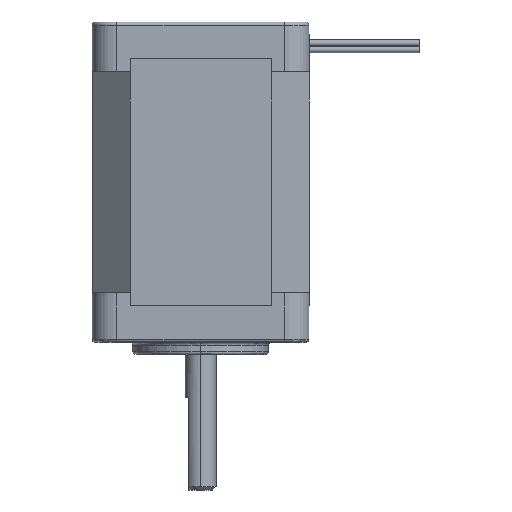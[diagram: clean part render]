
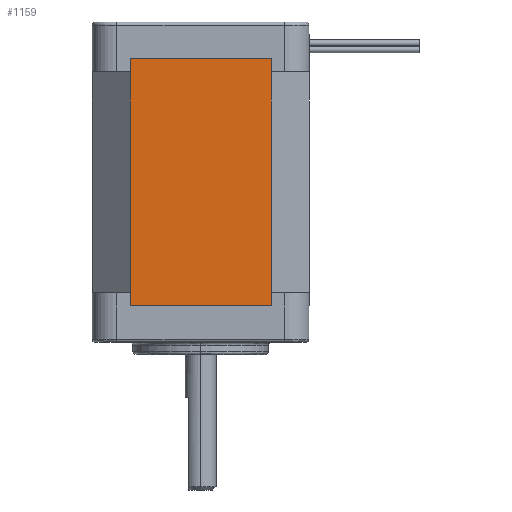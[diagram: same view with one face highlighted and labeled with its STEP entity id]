
A CAD part, left-side view. The second image highlights one B-rep face of the part: STEP entity #1159.
In plain terms, the highlighted planar face has unit normal (-1, 0, 0).
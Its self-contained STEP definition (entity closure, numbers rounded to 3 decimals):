
#832 = LINE ( 'NONE', #3327, #7573 ) ;
#849 = CARTESIAN_POINT ( 'NONE',  ( -17.605, -11.448, 6. ) ) ;
#892 = LINE ( 'NONE', #10810, #5541 ) ;
#1159 = ADVANCED_FACE ( 'NONE', ( #1239 ), #9893, .F. ) ;
#1239 = FACE_OUTER_BOUND ( 'NONE', #2080, .T. ) ;
#1242 = LINE ( 'NONE', #10512, #3565 ) ;
#1358 = VERTEX_POINT ( 'NONE', #4620 ) ;
#1416 = VERTEX_POINT ( 'NONE', #2560 ) ;
#2080 = EDGE_LOOP ( 'NONE', ( #5753, #3952, #3765, #9039 ) ) ;
#2560 = CARTESIAN_POINT ( 'NONE',  ( -17.605, 11.448, 46. ) ) ;
#2633 = CARTESIAN_POINT ( 'NONE',  ( -17.605, 0., 46. ) ) ;
#3149 = EDGE_CURVE ( 'NONE', #9774, #6628, #892, .T. ) ;
#3327 = CARTESIAN_POINT ( 'NONE',  ( -17.605, -11.448, 95.802 ) ) ;
#3565 = VECTOR ( 'NONE', #4322, 1000. ) ;
#3765 = ORIENTED_EDGE ( 'NONE', *, *, #3149, .F. ) ;
#3952 = ORIENTED_EDGE ( 'NONE', *, *, #9772, .T. ) ;
#4322 = DIRECTION ( 'NONE',  ( 0., 0., -1. ) ) ;
#4357 = DIRECTION ( 'NONE',  ( 0., 1., 0. ) ) ;
#4516 = LINE ( 'NONE', #2633, #9244 ) ;
#4620 = CARTESIAN_POINT ( 'NONE',  ( -17.605, -11.448, 46. ) ) ;
#5541 = VECTOR ( 'NONE', #9998, 1000. ) ;
#5753 = ORIENTED_EDGE ( 'NONE', *, *, #9837, .T. ) ;
#6628 = VERTEX_POINT ( 'NONE', #8494 ) ;
#7573 = VECTOR ( 'NONE', #8623, 1000. ) ;
#8494 = CARTESIAN_POINT ( 'NONE',  ( -17.605, 11.448, 6. ) ) ;
#8623 = DIRECTION ( 'NONE',  ( 0., 0., -1. ) ) ;
#9039 = ORIENTED_EDGE ( 'NONE', *, *, #9668, .F. ) ;
#9244 = VECTOR ( 'NONE', #4357, 1000. ) ;
#9295 = DIRECTION ( 'NONE',  ( 0., 0., -1. ) ) ;
#9334 = DIRECTION ( 'NONE',  ( 1., 0., 0. ) ) ;
#9406 = CARTESIAN_POINT ( 'NONE',  ( -17.605, 0., 95.802 ) ) ;
#9668 = EDGE_CURVE ( 'NONE', #1358, #9774, #832, .T. ) ;
#9772 = EDGE_CURVE ( 'NONE', #1416, #6628, #1242, .T. ) ;
#9774 = VERTEX_POINT ( 'NONE', #849 ) ;
#9837 = EDGE_CURVE ( 'NONE', #1358, #1416, #4516, .T. ) ;
#9893 = PLANE ( 'NONE',  #10487 ) ;
#9998 = DIRECTION ( 'NONE',  ( 0., 1., 0. ) ) ;
#10487 = AXIS2_PLACEMENT_3D ( 'NONE', #9406, #9334, #9295 ) ;
#10512 = CARTESIAN_POINT ( 'NONE',  ( -17.605, 11.448, 95.802 ) ) ;
#10810 = CARTESIAN_POINT ( 'NONE',  ( -17.605, 0., 6. ) ) ;
